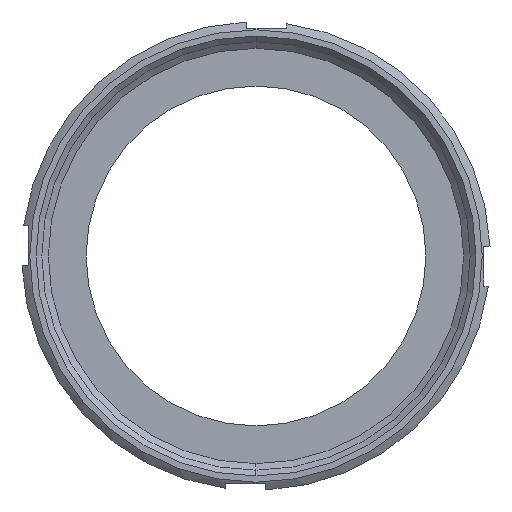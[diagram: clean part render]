
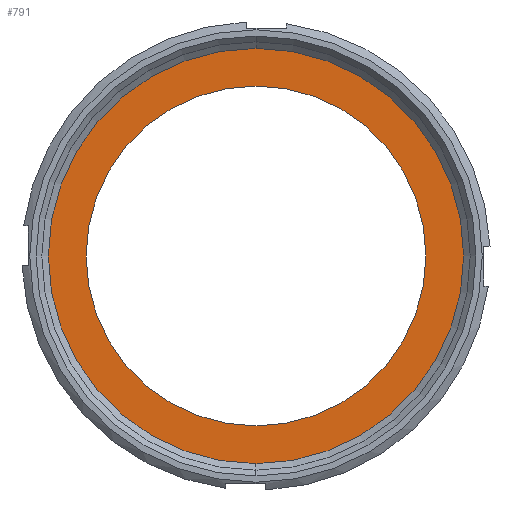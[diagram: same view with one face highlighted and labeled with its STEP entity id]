
A CAD part, left-side view. The second image highlights one B-rep face of the part: STEP entity #791.
In plain terms, the highlighted planar face has unit normal (-1, 0, 0).
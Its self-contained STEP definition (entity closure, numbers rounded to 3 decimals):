
#24 = EDGE_LOOP ( 'NONE', ( #693, #362 ) ) ;
#26 = CIRCLE ( 'NONE', #473, 42.5 ) ;
#46 = EDGE_CURVE ( 'NONE', #973, #799, #931, .T. ) ;
#57 = DIRECTION ( 'NONE',  ( 0., 0., 1. ) ) ;
#110 = DIRECTION ( 'NONE',  ( 0., 0., 1. ) ) ;
#186 = AXIS2_PLACEMENT_3D ( 'NONE', #629, #978, #392 ) ;
#213 = CARTESIAN_POINT ( 'NONE',  ( 19.371, 51.928, 0. ) ) ;
#272 = CARTESIAN_POINT ( 'NONE',  ( 19.371, 0., 0. ) ) ;
#283 = DIRECTION ( 'NONE',  ( 1., 0., 0. ) ) ;
#292 = CARTESIAN_POINT ( 'NONE',  ( 19.371, 0., 0. ) ) ;
#294 = AXIS2_PLACEMENT_3D ( 'NONE', #292, #975, #110 ) ;
#303 = DIRECTION ( 'NONE',  ( 0., 0., -1. ) ) ;
#334 = CIRCLE ( 'NONE', #294, 51.928 ) ;
#350 = DIRECTION ( 'NONE',  ( 0., 0., 1. ) ) ;
#362 = ORIENTED_EDGE ( 'NONE', *, *, #46, .T. ) ;
#379 = VERTEX_POINT ( 'NONE', #574 ) ;
#384 = DIRECTION ( 'NONE',  ( -1., 0., 0. ) ) ;
#392 = DIRECTION ( 'NONE',  ( 0., 0., 1. ) ) ;
#459 = EDGE_CURVE ( 'NONE', #471, #379, #26, .T. ) ;
#471 = VERTEX_POINT ( 'NONE', #1056 ) ;
#473 = AXIS2_PLACEMENT_3D ( 'NONE', #903, #384, #57 ) ;
#517 = DIRECTION ( 'NONE',  ( -1., 0., 0. ) ) ;
#544 = EDGE_LOOP ( 'NONE', ( #573, #1021 ) ) ;
#558 = FACE_OUTER_BOUND ( 'NONE', #24, .T. ) ;
#573 = ORIENTED_EDGE ( 'NONE', *, *, #459, .F. ) ;
#574 = CARTESIAN_POINT ( 'NONE',  ( 19.371, 0., -42.5 ) ) ;
#597 = AXIS2_PLACEMENT_3D ( 'NONE', #213, #283, #303 ) ;
#626 = CIRCLE ( 'NONE', #186, 42.5 ) ;
#629 = CARTESIAN_POINT ( 'NONE',  ( 19.371, 0., 0. ) ) ;
#637 = PLANE ( 'NONE',  #597 ) ;
#641 = FACE_BOUND ( 'NONE', #544, .T. ) ;
#693 = ORIENTED_EDGE ( 'NONE', *, *, #947, .T. ) ;
#695 = CARTESIAN_POINT ( 'NONE',  ( 19.371, 0., -51.928 ) ) ;
#779 = AXIS2_PLACEMENT_3D ( 'NONE', #272, #517, #350 ) ;
#791 = ADVANCED_FACE ( 'NONE', ( #641, #558 ), #637, .F. ) ;
#799 = VERTEX_POINT ( 'NONE', #988 ) ;
#903 = CARTESIAN_POINT ( 'NONE',  ( 19.371, 0., 0. ) ) ;
#931 = CIRCLE ( 'NONE', #779, 51.928 ) ;
#947 = EDGE_CURVE ( 'NONE', #799, #973, #334, .T. ) ;
#973 = VERTEX_POINT ( 'NONE', #695 ) ;
#975 = DIRECTION ( 'NONE',  ( -1., 0., 0. ) ) ;
#978 = DIRECTION ( 'NONE',  ( -1., 0., 0. ) ) ;
#988 = CARTESIAN_POINT ( 'NONE',  ( 19.371, 0., 51.928 ) ) ;
#1011 = EDGE_CURVE ( 'NONE', #379, #471, #626, .T. ) ;
#1021 = ORIENTED_EDGE ( 'NONE', *, *, #1011, .F. ) ;
#1056 = CARTESIAN_POINT ( 'NONE',  ( 19.371, 0., 42.5 ) ) ;
